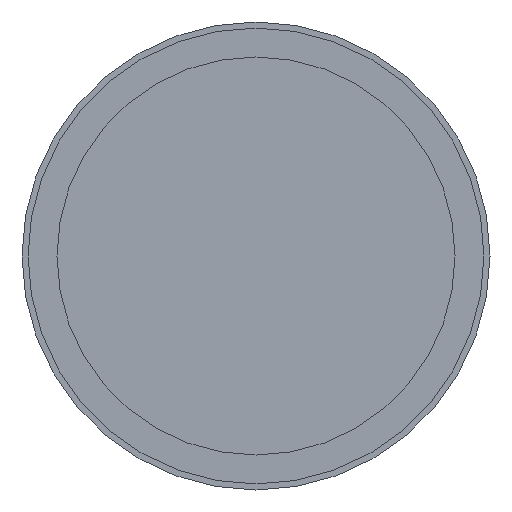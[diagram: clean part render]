
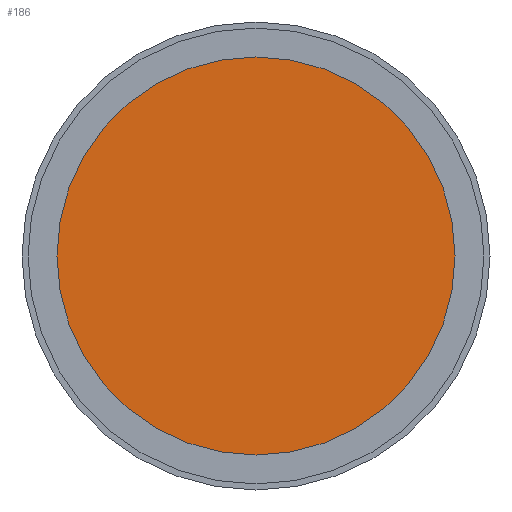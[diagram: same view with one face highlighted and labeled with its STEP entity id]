
A CAD part, left-side view. The second image highlights one B-rep face of the part: STEP entity #186.
In plain terms, the highlighted planar face has unit normal (-1, 0, 0).
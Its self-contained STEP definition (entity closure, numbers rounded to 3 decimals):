
#186 = ADVANCED_FACE( '', ( #222 ), #223, .F. );
#222 = FACE_OUTER_BOUND( '', #316, .T. );
#223 = PLANE( '', #317 );
#316 = EDGE_LOOP( '', ( #409 ) );
#317 = AXIS2_PLACEMENT_3D( '', #410, #411, #412 );
#409 = ORIENTED_EDGE( '', *, *, #582, .F. );
#410 = CARTESIAN_POINT( '', ( 0.01, 0., 0. ) );
#411 = DIRECTION( '', ( 1., 0., 0. ) );
#412 = DIRECTION( '', ( 0., 0., -1. ) );
#582 = EDGE_CURVE( '', #618, #618, #619, .T. );
#618 = VERTEX_POINT( '', #688 );
#619 = CIRCLE( '', #689, 16.5 );
#688 = CARTESIAN_POINT( '', ( 0.01, -16.5, 0. ) );
#689 = AXIS2_PLACEMENT_3D( '', #766, #767, #768 );
#766 = CARTESIAN_POINT( '', ( 0.01, 0., 0. ) );
#767 = DIRECTION( '', ( 1., 0., 0. ) );
#768 = DIRECTION( '', ( 0., -1., 0. ) );
